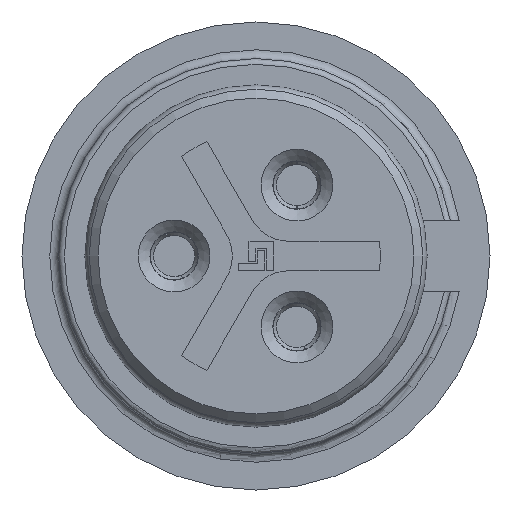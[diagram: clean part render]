
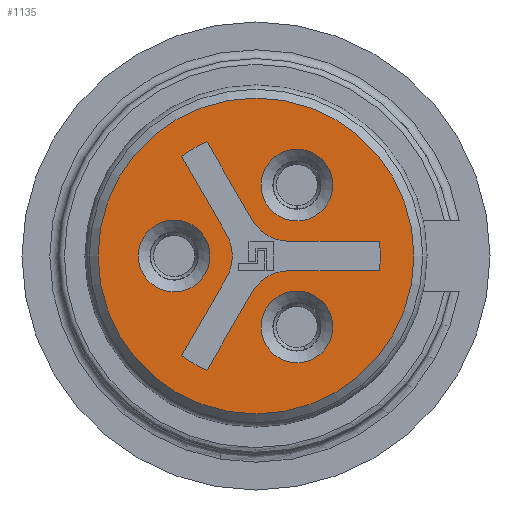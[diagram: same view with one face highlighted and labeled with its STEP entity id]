
A CAD part, left-side view. The second image highlights one B-rep face of the part: STEP entity #1135.
In plain terms, the highlighted planar face has unit normal (-1, 0, 0).
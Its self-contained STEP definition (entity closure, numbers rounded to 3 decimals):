
#400=PLANE('',#4235);
#704=LINE('',#6085,#902);
#708=LINE('',#6095,#906);
#711=LINE('',#6103,#909);
#714=LINE('',#6111,#912);
#717=LINE('',#6119,#915);
#720=LINE('',#6127,#918);
#902=VECTOR('',#4916,1.);
#906=VECTOR('',#4926,1.);
#909=VECTOR('',#4935,1.);
#912=VECTOR('',#4944,1.);
#915=VECTOR('',#4953,1.);
#918=VECTOR('',#4962,1.);
#1135=ADVANCED_FACE('',(#1396,#1397,#1398,#1399,#1400),#400,.T.);
#1396=FACE_BOUND('',#1598,.T.);
#1397=FACE_BOUND('',#1599,.T.);
#1398=FACE_BOUND('',#1600,.T.);
#1399=FACE_BOUND('',#1601,.T.);
#1400=FACE_BOUND('',#1602,.T.);
#1598=EDGE_LOOP('',(#2239));
#1599=EDGE_LOOP('',(#2240));
#1600=EDGE_LOOP('',(#2241));
#1601=EDGE_LOOP('',(#2242));
#1602=EDGE_LOOP('',(#2243,#2244,#2245,#2246,#2247,#2248,#2249,#2250,#2251,
#2252,#2253,#2254));
#2239=ORIENTED_EDGE('',*,*,#3514,.T.);
#2240=ORIENTED_EDGE('',*,*,#3513,.T.);
#2241=ORIENTED_EDGE('',*,*,#3512,.T.);
#2242=ORIENTED_EDGE('',*,*,#3515,.T.);
#2243=ORIENTED_EDGE('',*,*,#3511,.T.);
#2244=ORIENTED_EDGE('',*,*,#3509,.T.);
#2245=ORIENTED_EDGE('',*,*,#3507,.T.);
#2246=ORIENTED_EDGE('',*,*,#3505,.T.);
#2247=ORIENTED_EDGE('',*,*,#3503,.T.);
#2248=ORIENTED_EDGE('',*,*,#3501,.T.);
#2249=ORIENTED_EDGE('',*,*,#3499,.T.);
#2250=ORIENTED_EDGE('',*,*,#3497,.T.);
#2251=ORIENTED_EDGE('',*,*,#3495,.T.);
#2252=ORIENTED_EDGE('',*,*,#3493,.T.);
#2253=ORIENTED_EDGE('',*,*,#3491,.T.);
#2254=ORIENTED_EDGE('',*,*,#3488,.T.);
#3037=VERTEX_POINT('',#6086);
#3038=VERTEX_POINT('',#6087);
#3039=VERTEX_POINT('',#6092);
#3040=VERTEX_POINT('',#6096);
#3041=VERTEX_POINT('',#6100);
#3042=VERTEX_POINT('',#6104);
#3043=VERTEX_POINT('',#6108);
#3044=VERTEX_POINT('',#6112);
#3045=VERTEX_POINT('',#6116);
#3046=VERTEX_POINT('',#6120);
#3047=VERTEX_POINT('',#6124);
#3048=VERTEX_POINT('',#6128);
#3049=VERTEX_POINT('',#6134);
#3050=VERTEX_POINT('',#6137);
#3051=VERTEX_POINT('',#6140);
#3052=VERTEX_POINT('',#6143);
#3488=EDGE_CURVE('',#3037,#3038,#704,.T.);
#3491=EDGE_CURVE('',#3039,#3037,#3917,.T.);
#3493=EDGE_CURVE('',#3040,#3039,#708,.T.);
#3495=EDGE_CURVE('',#3041,#3040,#3918,.T.);
#3497=EDGE_CURVE('',#3042,#3041,#711,.T.);
#3499=EDGE_CURVE('',#3043,#3042,#3919,.T.);
#3501=EDGE_CURVE('',#3044,#3043,#714,.T.);
#3503=EDGE_CURVE('',#3045,#3044,#3920,.T.);
#3505=EDGE_CURVE('',#3046,#3045,#717,.T.);
#3507=EDGE_CURVE('',#3047,#3046,#3921,.T.);
#3509=EDGE_CURVE('',#3048,#3047,#720,.T.);
#3511=EDGE_CURVE('',#3038,#3048,#3922,.T.);
#3512=EDGE_CURVE('',#3049,#3049,#3923,.T.);
#3513=EDGE_CURVE('',#3050,#3050,#3924,.T.);
#3514=EDGE_CURVE('',#3051,#3051,#3925,.T.);
#3515=EDGE_CURVE('',#3052,#3052,#3926,.T.);
#3917=CIRCLE('',#4211,4.25);
#3918=CIRCLE('',#4214,1.5);
#3919=CIRCLE('',#4217,4.25);
#3920=CIRCLE('',#4220,1.5);
#3921=CIRCLE('',#4223,4.25);
#3922=CIRCLE('',#4226,1.5);
#3923=CIRCLE('',#4228,1.225);
#3924=CIRCLE('',#4230,1.225);
#3925=CIRCLE('',#4232,1.225);
#3926=CIRCLE('',#4234,5.4);
#4211=AXIS2_PLACEMENT_3D('',#6091,#4921,#4922);
#4214=AXIS2_PLACEMENT_3D('',#6099,#4930,#4931);
#4217=AXIS2_PLACEMENT_3D('',#6107,#4939,#4940);
#4220=AXIS2_PLACEMENT_3D('',#6115,#4948,#4949);
#4223=AXIS2_PLACEMENT_3D('',#6123,#4957,#4958);
#4226=AXIS2_PLACEMENT_3D('',#6131,#4966,#4967);
#4228=AXIS2_PLACEMENT_3D('',#6133,#4970,#4971);
#4230=AXIS2_PLACEMENT_3D('',#6136,#4974,#4975);
#4232=AXIS2_PLACEMENT_3D('',#6139,#4978,#4979);
#4234=AXIS2_PLACEMENT_3D('',#6142,#4982,#4983);
#4235=AXIS2_PLACEMENT_3D('',#6144,#4984,#4985);
#4916=DIRECTION('',(0.,1.,0.));
#4921=DIRECTION('',(1.,0.,0.));
#4922=DIRECTION('',(0.,0.,1.));
#4926=DIRECTION('',(0.,-1.,0.));
#4930=DIRECTION('',(-1.,0.,0.));
#4931=DIRECTION('',(0.,0.,1.));
#4935=DIRECTION('',(0.,-0.5,-0.866));
#4939=DIRECTION('',(1.,0.,0.));
#4940=DIRECTION('',(0.,0.,1.));
#4944=DIRECTION('',(0.,0.5,0.866));
#4948=DIRECTION('',(-1.,0.,0.));
#4949=DIRECTION('',(0.,0.,1.));
#4953=DIRECTION('',(0.,-0.5,0.866));
#4957=DIRECTION('',(1.,0.,0.));
#4958=DIRECTION('',(0.,0.,1.));
#4962=DIRECTION('',(0.,0.5,-0.866));
#4966=DIRECTION('',(-1.,0.,0.));
#4967=DIRECTION('',(0.,0.,1.));
#4970=DIRECTION('',(1.,0.,0.));
#4971=DIRECTION('',(0.,0.,1.));
#4974=DIRECTION('',(1.,0.,0.));
#4975=DIRECTION('',(0.,0.,1.));
#4978=DIRECTION('',(1.,0.,0.));
#4979=DIRECTION('',(0.,0.,1.));
#4982=DIRECTION('',(-1.,0.,0.));
#4983=DIRECTION('',(0.,0.,1.));
#4984=DIRECTION('',(-1.,0.,0.));
#4985=DIRECTION('',(0.,0.,1.));
#6085=CARTESIAN_POINT('',(0.,-4.22,-0.5));
#6086=CARTESIAN_POINT('',(0.,-4.22,-0.5));
#6087=CARTESIAN_POINT('',(0.,-1.155,-0.5));
#6091=CARTESIAN_POINT('',(0.,0.,0.));
#6092=CARTESIAN_POINT('',(0.,-4.22,0.5));
#6095=CARTESIAN_POINT('',(0.,-1.155,0.5));
#6096=CARTESIAN_POINT('',(0.,-1.155,0.5));
#6099=CARTESIAN_POINT('',(0.,-1.155,2.));
#6100=CARTESIAN_POINT('',(0.,0.144,1.25));
#6103=CARTESIAN_POINT('',(0.,1.677,3.905));
#6104=CARTESIAN_POINT('',(0.,1.677,3.905));
#6107=CARTESIAN_POINT('',(0.,0.,0.));
#6108=CARTESIAN_POINT('',(0.,2.543,3.405));
#6111=CARTESIAN_POINT('',(0.,1.01,0.75));
#6112=CARTESIAN_POINT('',(0.,1.01,0.75));
#6115=CARTESIAN_POINT('',(0.,2.309,0.));
#6116=CARTESIAN_POINT('',(0.,1.01,-0.75));
#6119=CARTESIAN_POINT('',(0.,2.543,-3.405));
#6120=CARTESIAN_POINT('',(0.,2.543,-3.405));
#6123=CARTESIAN_POINT('',(0.,0.,0.));
#6124=CARTESIAN_POINT('',(0.,1.677,-3.905));
#6127=CARTESIAN_POINT('',(0.,0.144,-1.25));
#6128=CARTESIAN_POINT('',(0.,0.144,-1.25));
#6131=CARTESIAN_POINT('',(0.,-1.155,-2.));
#6133=CARTESIAN_POINT('',(0.,2.8,0.));
#6134=CARTESIAN_POINT('',(0.,2.8,1.225));
#6136=CARTESIAN_POINT('',(0.,-1.4,2.425));
#6137=CARTESIAN_POINT('',(0.,-1.4,3.65));
#6139=CARTESIAN_POINT('',(0.,-1.4,-2.425));
#6140=CARTESIAN_POINT('',(0.,-1.4,-1.2));
#6142=CARTESIAN_POINT('',(0.,0.,0.));
#6143=CARTESIAN_POINT('',(0.,0.,5.4));
#6144=CARTESIAN_POINT('',(0.,0.,0.));
